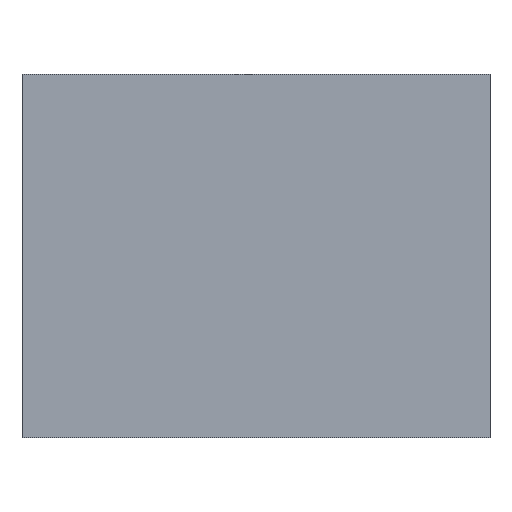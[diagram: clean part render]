
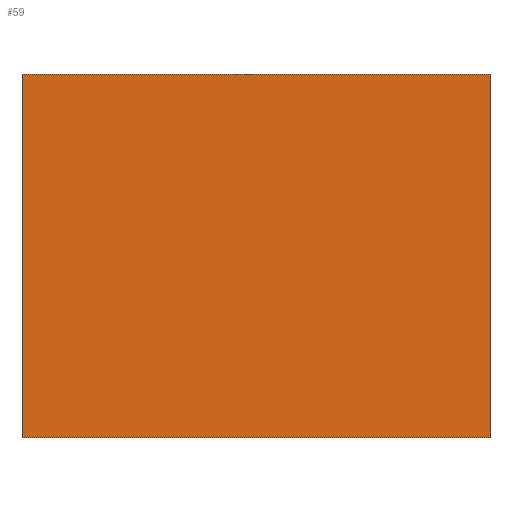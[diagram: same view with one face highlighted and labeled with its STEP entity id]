
A CAD part, front view. The second image highlights one B-rep face of the part: STEP entity #59.
In plain terms, the highlighted planar face has unit normal (0, -1, 0).
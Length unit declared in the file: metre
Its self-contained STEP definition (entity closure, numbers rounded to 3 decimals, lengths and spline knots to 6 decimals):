
#59=ADVANCED_FACE('0:2334',(#81),#82,.T.);
#81=FACE_OUTER_BOUND('',#104,.T.);
#82=PLANE('',#105);
#104=EDGE_LOOP('',(#173,#174,#175,#176));
#105=AXIS2_PLACEMENT_3D('',#177,#178,#179);
#173=ORIENTED_EDGE('',*,*,#202,.T.);
#174=ORIENTED_EDGE('',*,*,#211,.F.);
#175=ORIENTED_EDGE('',*,*,#207,.T.);
#176=ORIENTED_EDGE('',*,*,#210,.T.);
#177=CARTESIAN_POINT('',(0.0,-0.01,0.0));
#178=DIRECTION('',(0.0,-1.0,0.0));
#179=DIRECTION('',(1.0,0.0,0.0));
#202=EDGE_CURVE('0:2367',#237,#235,#238,.T.);
#207=EDGE_CURVE('0:2373',#241,#245,#247,.T.);
#210=EDGE_CURVE('0:2361',#245,#237,#250,.T.);
#211=EDGE_CURVE('0:2370',#241,#235,#251,.T.);
#235=VERTEX_POINT('',#288);
#237=VERTEX_POINT('',#291);
#238=LINE('',#292,#293);
#241=VERTEX_POINT('',#297);
#245=VERTEX_POINT('',#303);
#247=LINE('',#306,#307);
#250=LINE('',#312,#313);
#251=LINE('',#314,#315);
#288=CARTESIAN_POINT('',(-0.01,-0.01,0.01554));
#291=CARTESIAN_POINT('',(0.01,-0.01,0.01554));
#292=CARTESIAN_POINT('',(-0.01,-0.01,0.01554));
#293=VECTOR('',#330,1.0);
#297=CARTESIAN_POINT('',(-0.01,-0.01,0.0));
#303=CARTESIAN_POINT('',(0.01,-0.01,0.0));
#306=CARTESIAN_POINT('',(-0.01,-0.01,0.0));
#307=VECTOR('',#335,1.0);
#312=CARTESIAN_POINT('',(0.01,-0.01,0.0));
#313=VECTOR('',#338,1.0);
#314=CARTESIAN_POINT('',(-0.01,-0.01,0.0));
#315=VECTOR('',#339,1.0);
#330=DIRECTION('',(-1.0,-0.0,-0.0));
#335=DIRECTION('',(1.0,0.0,0.0));
#338=DIRECTION('',(0.0,0.0,1.0));
#339=DIRECTION('',(0.0,0.0,1.0));
